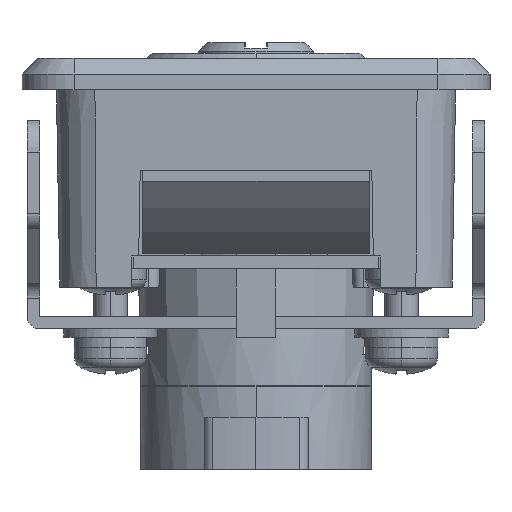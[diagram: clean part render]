
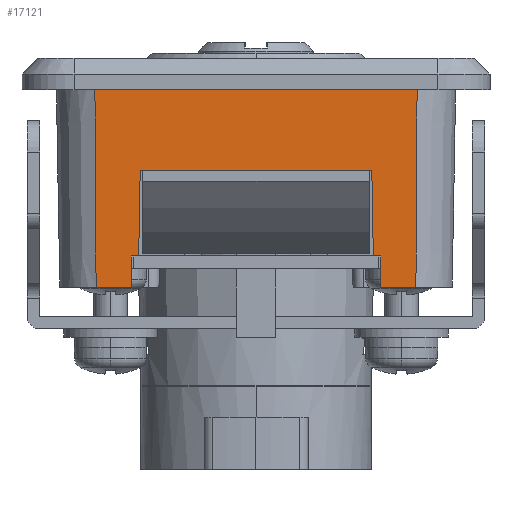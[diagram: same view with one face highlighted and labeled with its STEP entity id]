
A CAD part, left-side view. The second image highlights one B-rep face of the part: STEP entity #17121.
In plain terms, the highlighted planar face has unit normal (-1, 0, -0.018).
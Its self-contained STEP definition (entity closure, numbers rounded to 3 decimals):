
#441 = VECTOR ( 'NONE', #17851, 1000. ) ;
#527 = EDGE_CURVE ( 'NONE', #12647, #13767, #2577, .T. ) ;
#843 = VECTOR ( 'NONE', #9353, 1000. ) ;
#990 = CARTESIAN_POINT ( 'NONE',  ( -37.5, 15.5, 0. ) ) ;
#1223 = ORIENTED_EDGE ( 'NONE', *, *, #3497, .F. ) ;
#1489 = DIRECTION ( 'NONE',  ( 0., 1., 0. ) ) ;
#2013 = CARTESIAN_POINT ( 'NONE',  ( -37.168, 12., -19. ) ) ;
#2024 = LINE ( 'NONE', #20363, #15400 ) ;
#2073 = VERTEX_POINT ( 'NONE', #3171 ) ;
#2282 = B_SPLINE_CURVE_WITH_KNOTS ( 'NONE', 3,
 ( #15960, #21470, #10232, #8432, #10145, #21546, #10467 ),
 .UNSPECIFIED., .F., .F.,
 ( 4, 3, 4 ),
 ( 0., 0.01, 0.014 ),
 .UNSPECIFIED. ) ;
#2503 = CARTESIAN_POINT ( 'NONE',  ( -37.221, 11.279, -16. ) ) ;
#2577 = LINE ( 'NONE', #18797, #16800 ) ;
#2749 = CARTESIAN_POINT ( 'NONE',  ( -37.221, -12., -16. ) ) ;
#2853 = EDGE_CURVE ( 'NONE', #21046, #21671, #2024, .T. ) ;
#3171 = CARTESIAN_POINT ( 'NONE',  ( -37.364, -11.136, -7.8 ) ) ;
#3497 = EDGE_CURVE ( 'NONE', #20972, #2073, #23803, .T. ) ;
#3848 = VECTOR ( 'NONE', #12756, 1000. ) ;
#3882 = CARTESIAN_POINT ( 'NONE',  ( -37.3, 15.4, -11.485 ) ) ;
#3939 = ORIENTED_EDGE ( 'NONE', *, *, #6010, .F. ) ;
#4217 = ORIENTED_EDGE ( 'NONE', *, *, #527, .F. ) ;
#4750 = ORIENTED_EDGE ( 'NONE', *, *, #17511, .F. ) ;
#4791 = VERTEX_POINT ( 'NONE', #2013 ) ;
#4799 = VECTOR ( 'NONE', #17848, 1000. ) ;
#5071 = B_SPLINE_CURVE_WITH_KNOTS ( 'NONE', 3,
 ( #18866, #7791, #3882, #22597, #22434, #18695, #11588 ),
 .UNSPECIFIED., .F., .F.,
 ( 4, 3, 4 ),
 ( 0., 0.01, 0.014 ),
 .UNSPECIFIED. ) ;
#5406 = DIRECTION ( 'NONE',  ( 0., 1., 0. ) ) ;
#5448 = LINE ( 'NONE', #10417, #441 ) ;
#5507 = EDGE_LOOP ( 'NONE', ( #4217, #10447, #7395, #17660, #13078, #8120, #20238, #3939, #4750, #15488, #17688, #23681, #1223, #6269 ) ) ;
#5903 = EDGE_CURVE ( 'NONE', #23756, #12647, #11235, .T. ) ;
#5968 = EDGE_CURVE ( 'NONE', #13767, #20972, #14710, .T. ) ;
#6010 = EDGE_CURVE ( 'NONE', #4791, #23645, #15566, .T. ) ;
#6032 = CARTESIAN_POINT ( 'NONE',  ( -37.5, -15.5, 0. ) ) ;
#6269 = ORIENTED_EDGE ( 'NONE', *, *, #5968, .F. ) ;
#7297 = VERTEX_POINT ( 'NONE', #6032 ) ;
#7374 = LINE ( 'NONE', #18013, #3848 ) ;
#7395 = ORIENTED_EDGE ( 'NONE', *, *, #22778, .F. ) ;
#7791 = CARTESIAN_POINT ( 'NONE',  ( -37.358, 15.408, -8.133 ) ) ;
#8120 = ORIENTED_EDGE ( 'NONE', *, *, #2853, .F. ) ;
#8432 = CARTESIAN_POINT ( 'NONE',  ( -37.241, -15.392, -14.837 ) ) ;
#9054 = VECTOR ( 'NONE', #9083, 1000. ) ;
#9083 = DIRECTION ( 'NONE',  ( 0., 1., 0. ) ) ;
#9157 = CARTESIAN_POINT ( 'NONE',  ( -37.364, -15.5, -7.8 ) ) ;
#9353 = DIRECTION ( 'NONE',  ( -0.017, 0.017, 1. ) ) ;
#10145 = CARTESIAN_POINT ( 'NONE',  ( -37.217, -15.388, -16.224 ) ) ;
#10232 = CARTESIAN_POINT ( 'NONE',  ( -37.3, -15.4, -11.485 ) ) ;
#10417 = CARTESIAN_POINT ( 'NONE',  ( -37.221, -15.5, -16. ) ) ;
#10440 = VECTOR ( 'NONE', #18849, 1000. ) ;
#10447 = ORIENTED_EDGE ( 'NONE', *, *, #5903, .F. ) ;
#10467 = CARTESIAN_POINT ( 'NONE',  ( -37.168, -15.381, -19. ) ) ;
#10806 = LINE ( 'NONE', #9157, #9054 ) ;
#11235 = LINE ( 'NONE', #16174, #14411 ) ;
#11239 = DIRECTION ( 'NONE',  ( 0., 1., 0. ) ) ;
#11381 = EDGE_CURVE ( 'NONE', #14326, #7297, #7374, .T. ) ;
#11588 = CARTESIAN_POINT ( 'NONE',  ( -37.168, 15.381, -19. ) ) ;
#12000 = EDGE_CURVE ( 'NONE', #2073, #21514, #10806, .T. ) ;
#12349 = FACE_OUTER_BOUND ( 'NONE', #5507, .T. ) ;
#12647 = VERTEX_POINT ( 'NONE', #15862 ) ;
#12756 = DIRECTION ( 'NONE',  ( -0.017, -0.017, 1. ) ) ;
#12995 = CARTESIAN_POINT ( 'NONE',  ( -37.5, -15.5, 0. ) ) ;
#13060 = DIRECTION ( 'NONE',  ( -0.017, 0., 1. ) ) ;
#13078 = ORIENTED_EDGE ( 'NONE', *, *, #20876, .T. ) ;
#13152 = DIRECTION ( 'NONE',  ( -1., 0., -0.017 ) ) ;
#13283 = CARTESIAN_POINT ( 'NONE',  ( -37.221, -11.279, -16. ) ) ;
#13315 = CARTESIAN_POINT ( 'NONE',  ( -37.221, 12., -16. ) ) ;
#13476 = LINE ( 'NONE', #14114, #4799 ) ;
#13533 = VECTOR ( 'NONE', #11239, 1000. ) ;
#13767 = VERTEX_POINT ( 'NONE', #2749 ) ;
#14114 = CARTESIAN_POINT ( 'NONE',  ( -37.5, 12., 0. ) ) ;
#14326 = VERTEX_POINT ( 'NONE', #23070 ) ;
#14411 = VECTOR ( 'NONE', #1489, 1000. ) ;
#14710 = LINE ( 'NONE', #21998, #21650 ) ;
#15341 = LINE ( 'NONE', #20780, #10440 ) ;
#15394 = CARTESIAN_POINT ( 'NONE',  ( -37.417, 15.417, -4.781 ) ) ;
#15400 = VECTOR ( 'NONE', #18596, 1000. ) ;
#15488 = ORIENTED_EDGE ( 'NONE', *, *, #22316, .F. ) ;
#15566 = LINE ( 'NONE', #22398, #13533 ) ;
#15646 = LINE ( 'NONE', #12995, #17968 ) ;
#15862 = CARTESIAN_POINT ( 'NONE',  ( -37.168, -12., -19. ) ) ;
#15960 = CARTESIAN_POINT ( 'NONE',  ( -37.417, -15.417, -4.781 ) ) ;
#15961 = AXIS2_PLACEMENT_3D ( 'NONE', #22233, #13152, #24100 ) ;
#16038 = EDGE_CURVE ( 'NONE', #21046, #23645, #5071, .T. ) ;
#16174 = CARTESIAN_POINT ( 'NONE',  ( -37.168, -15.5, -19. ) ) ;
#16800 = VECTOR ( 'NONE', #13060, 1000. ) ;
#17121 = ADVANCED_FACE ( 'NONE', ( #12349 ), #22314, .T. ) ;
#17234 = VERTEX_POINT ( 'NONE', #13315 ) ;
#17511 = EDGE_CURVE ( 'NONE', #17234, #4791, #13476, .T. ) ;
#17660 = ORIENTED_EDGE ( 'NONE', *, *, #11381, .T. ) ;
#17688 = ORIENTED_EDGE ( 'NONE', *, *, #21440, .F. ) ;
#17848 = DIRECTION ( 'NONE',  ( 0.017, 0., -1. ) ) ;
#17851 = DIRECTION ( 'NONE',  ( 0., 1., 0. ) ) ;
#17968 = VECTOR ( 'NONE', #22554, 1000. ) ;
#18013 = CARTESIAN_POINT ( 'NONE',  ( -37.5, -15.5, 0. ) ) ;
#18596 = DIRECTION ( 'NONE',  ( -0.017, 0.017, 1. ) ) ;
#18695 = CARTESIAN_POINT ( 'NONE',  ( -37.193, 15.385, -17.612 ) ) ;
#18797 = CARTESIAN_POINT ( 'NONE',  ( -37.5, -12., 0. ) ) ;
#18849 = DIRECTION ( 'NONE',  ( 0.017, 0.017, -1. ) ) ;
#18866 = CARTESIAN_POINT ( 'NONE',  ( -37.417, 15.417, -4.781 ) ) ;
#20238 = ORIENTED_EDGE ( 'NONE', *, *, #16038, .T. ) ;
#20363 = CARTESIAN_POINT ( 'NONE',  ( -37.5, 15.5, 0. ) ) ;
#20538 = VERTEX_POINT ( 'NONE', #2503 ) ;
#20780 = CARTESIAN_POINT ( 'NONE',  ( -37.508, 10.992, 0.462 ) ) ;
#20876 = EDGE_CURVE ( 'NONE', #7297, #21671, #15646, .T. ) ;
#20972 = VERTEX_POINT ( 'NONE', #13283 ) ;
#21046 = VERTEX_POINT ( 'NONE', #15394 ) ;
#21440 = EDGE_CURVE ( 'NONE', #21514, #20538, #15341, .T. ) ;
#21459 = CARTESIAN_POINT ( 'NONE',  ( -37.168, -15.381, -19. ) ) ;
#21470 = CARTESIAN_POINT ( 'NONE',  ( -37.358, -15.408, -8.133 ) ) ;
#21514 = VERTEX_POINT ( 'NONE', #22986 ) ;
#21546 = CARTESIAN_POINT ( 'NONE',  ( -37.193, -15.385, -17.612 ) ) ;
#21650 = VECTOR ( 'NONE', #5406, 1000. ) ;
#21671 = VERTEX_POINT ( 'NONE', #990 ) ;
#21998 = CARTESIAN_POINT ( 'NONE',  ( -37.221, -15.5, -16. ) ) ;
#22233 = CARTESIAN_POINT ( 'NONE',  ( -37.5, -15.5, 0. ) ) ;
#22314 = PLANE ( 'NONE',  #15961 ) ;
#22316 = EDGE_CURVE ( 'NONE', #20538, #17234, #5448, .T. ) ;
#22398 = CARTESIAN_POINT ( 'NONE',  ( -37.168, -15.5, -19. ) ) ;
#22434 = CARTESIAN_POINT ( 'NONE',  ( -37.217, 15.388, -16.224 ) ) ;
#22554 = DIRECTION ( 'NONE',  ( 0., 1., 0. ) ) ;
#22597 = CARTESIAN_POINT ( 'NONE',  ( -37.241, 15.392, -14.837 ) ) ;
#22748 = CARTESIAN_POINT ( 'NONE',  ( -37.168, 15.381, -19. ) ) ;
#22778 = EDGE_CURVE ( 'NONE', #14326, #23756, #2282, .T. ) ;
#22986 = CARTESIAN_POINT ( 'NONE',  ( -37.364, 11.136, -7.8 ) ) ;
#23070 = CARTESIAN_POINT ( 'NONE',  ( -37.417, -15.417, -4.781 ) ) ;
#23645 = VERTEX_POINT ( 'NONE', #22748 ) ;
#23681 = ORIENTED_EDGE ( 'NONE', *, *, #12000, .F. ) ;
#23756 = VERTEX_POINT ( 'NONE', #21459 ) ;
#23803 = LINE ( 'NONE', #24096, #843 ) ;
#24096 = CARTESIAN_POINT ( 'NONE',  ( -37.499, -11.001, -0.078 ) ) ;
#24100 = DIRECTION ( 'NONE',  ( -0.017, 0., 1. ) ) ;
